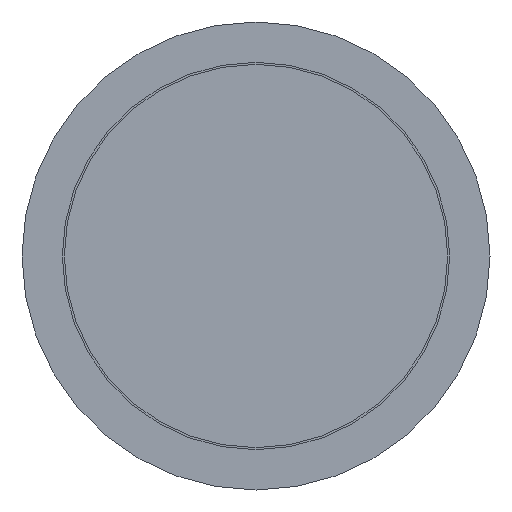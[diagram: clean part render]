
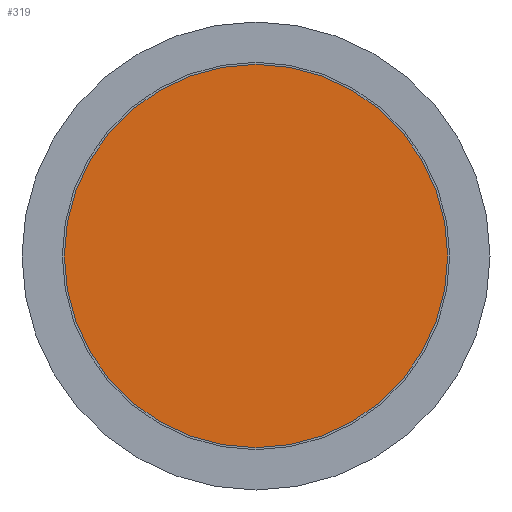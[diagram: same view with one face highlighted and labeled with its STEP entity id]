
A CAD part, front view. The second image highlights one B-rep face of the part: STEP entity #319.
In plain terms, the highlighted planar face has unit normal (0, -1, 0).
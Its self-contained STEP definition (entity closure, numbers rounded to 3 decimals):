
#27 = DIRECTION ( 'NONE',  ( 0., -1., 0. ) ) ;
#58 = PLANE ( 'NONE',  #456 ) ;
#68 = ORIENTED_EDGE ( 'NONE', *, *, #105, .T. ) ;
#70 = EDGE_LOOP ( 'NONE', ( #68 ) ) ;
#96 = FACE_OUTER_BOUND ( 'NONE', #70, .T. ) ;
#105 = EDGE_CURVE ( 'NONE', #121, #121, #368, .T. ) ;
#121 = VERTEX_POINT ( 'NONE', #292 ) ;
#143 = DIRECTION ( 'NONE',  ( 0., 0., 1. ) ) ;
#243 = CARTESIAN_POINT ( 'NONE',  ( 0., 0., 0. ) ) ;
#292 = CARTESIAN_POINT ( 'NONE',  ( 0., 0., -23.75 ) ) ;
#319 = ADVANCED_FACE ( 'NONE', ( #96 ), #58, .F. ) ;
#340 = AXIS2_PLACEMENT_3D ( 'NONE', #243, #27, #372 ) ;
#356 = CARTESIAN_POINT ( 'NONE',  ( -23.75, 0., 0. ) ) ;
#368 = CIRCLE ( 'NONE', #340, 23.75 ) ;
#372 = DIRECTION ( 'NONE',  ( 0., 0., -1. ) ) ;
#456 = AXIS2_PLACEMENT_3D ( 'NONE', #356, #524, #143 ) ;
#524 = DIRECTION ( 'NONE',  ( 0., 1., 0. ) ) ;
